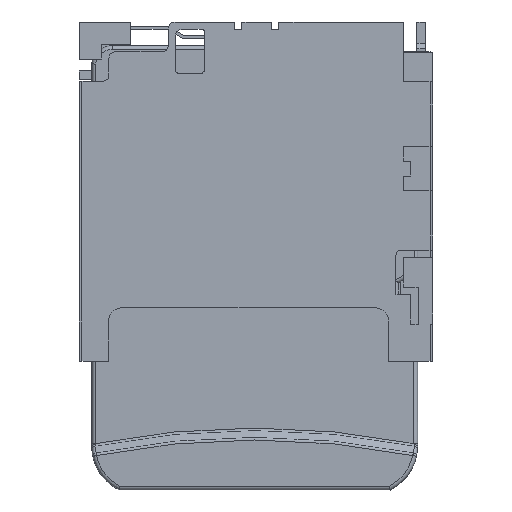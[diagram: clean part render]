
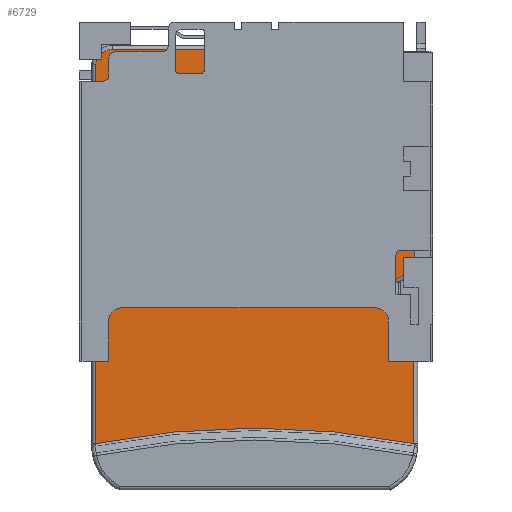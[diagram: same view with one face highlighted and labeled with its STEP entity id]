
A CAD part, top view. The second image highlights one B-rep face of the part: STEP entity #6729.
In plain terms, the highlighted planar face has unit normal (0, 0, 1).
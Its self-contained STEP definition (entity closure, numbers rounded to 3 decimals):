
#357=PLANE('',#7121);
#661=LINE('',#9375,#1514);
#662=LINE('',#9377,#1515);
#663=LINE('',#9379,#1516);
#664=LINE('',#9381,#1517);
#665=LINE('',#9383,#1518);
#666=LINE('',#9385,#1519);
#667=LINE('',#9387,#1520);
#668=LINE('',#9391,#1521);
#669=LINE('',#9394,#1522);
#1514=VECTOR('',#7606,1000.);
#1515=VECTOR('',#7607,1000.);
#1516=VECTOR('',#7608,1000.);
#1517=VECTOR('',#7609,1000.);
#1518=VECTOR('',#7610,1000.);
#1519=VECTOR('',#7611,1000.);
#1520=VECTOR('',#7612,1000.);
#1521=VECTOR('',#7615,1000.);
#1522=VECTOR('',#7618,1000.);
#2437=FACE_OUTER_BOUND('',#2799,.T.);
#2799=EDGE_LOOP('',(#4818,#4819,#4820,#4821,#4822,#4823,#4824,#4825,#4826,
#4827,#4828,#4829));
#3177=CIRCLE('',#7122,27.794);
#3178=CIRCLE('',#7123,0.58);
#3179=CIRCLE('',#7124,0.58);
#3263=VERTEX_POINT('',#9371);
#3264=VERTEX_POINT('',#9372);
#3265=VERTEX_POINT('',#9374);
#3266=VERTEX_POINT('',#9376);
#3267=VERTEX_POINT('',#9378);
#3268=VERTEX_POINT('',#9380);
#3269=VERTEX_POINT('',#9382);
#3270=VERTEX_POINT('',#9384);
#3271=VERTEX_POINT('',#9386);
#3272=VERTEX_POINT('',#9388);
#3273=VERTEX_POINT('',#9390);
#3274=VERTEX_POINT('',#9392);
#3856=EDGE_CURVE('',#3263,#3264,#3177,.T.);
#3857=EDGE_CURVE('',#3264,#3265,#661,.T.);
#3858=EDGE_CURVE('',#3265,#3266,#662,.T.);
#3859=EDGE_CURVE('',#3266,#3267,#663,.T.);
#3860=EDGE_CURVE('',#3267,#3268,#664,.T.);
#3861=EDGE_CURVE('',#3268,#3269,#665,.T.);
#3862=EDGE_CURVE('',#3269,#3270,#666,.T.);
#3863=EDGE_CURVE('',#3270,#3271,#667,.T.);
#3864=EDGE_CURVE('',#3271,#3272,#3178,.T.);
#3865=EDGE_CURVE('',#3272,#3273,#668,.T.);
#3866=EDGE_CURVE('',#3273,#3274,#3179,.T.);
#3867=EDGE_CURVE('',#3274,#3263,#669,.T.);
#4818=ORIENTED_EDGE('',*,*,#3856,.T.);
#4819=ORIENTED_EDGE('',*,*,#3857,.T.);
#4820=ORIENTED_EDGE('',*,*,#3858,.T.);
#4821=ORIENTED_EDGE('',*,*,#3859,.T.);
#4822=ORIENTED_EDGE('',*,*,#3860,.T.);
#4823=ORIENTED_EDGE('',*,*,#3861,.T.);
#4824=ORIENTED_EDGE('',*,*,#3862,.T.);
#4825=ORIENTED_EDGE('',*,*,#3863,.T.);
#4826=ORIENTED_EDGE('',*,*,#3864,.T.);
#4827=ORIENTED_EDGE('',*,*,#3865,.T.);
#4828=ORIENTED_EDGE('',*,*,#3866,.T.);
#4829=ORIENTED_EDGE('',*,*,#3867,.T.);
#6729=ADVANCED_FACE('',(#2437),#357,.T.);
#7121=AXIS2_PLACEMENT_3D('',#9370,#7602,#7603);
#7122=AXIS2_PLACEMENT_3D('',#9373,#7604,#7605);
#7123=AXIS2_PLACEMENT_3D('',#9389,#7613,#7614);
#7124=AXIS2_PLACEMENT_3D('',#9393,#7616,#7617);
#7602=DIRECTION('center_axis',(0.,0.,1.));
#7603=DIRECTION('ref_axis',(1.,0.,0.));
#7604=DIRECTION('center_axis',(0.,0.,-1.));
#7605=DIRECTION('ref_axis',(1.,0.,0.));
#7606=DIRECTION('',(0.,1.,0.));
#7607=DIRECTION('',(-0.636,0.772,0.));
#7608=DIRECTION('',(0.,1.,0.));
#7609=DIRECTION('',(0.868,0.496,0.));
#7610=DIRECTION('',(0.,1.,0.));
#7611=DIRECTION('',(-0.704,0.71,0.));
#7612=DIRECTION('',(0.,1.,0.));
#7613=DIRECTION('center_axis',(0.,0.,1.));
#7614=DIRECTION('ref_axis',(1.,0.,0.));
#7615=DIRECTION('',(-1.,0.,0.));
#7616=DIRECTION('center_axis',(0.,0.,1.));
#7617=DIRECTION('ref_axis',(1.,0.,0.));
#7618=DIRECTION('',(0.,-1.,0.));
#9370=CARTESIAN_POINT('Origin',(18.454,10.44,0.7));
#9371=CARTESIAN_POINT('',(18.579,10.599,0.7));
#9372=CARTESIAN_POINT('',(29.33,10.599,0.7));
#9373=CARTESIAN_POINT('Origin',(23.955,-16.67,0.7));
#9374=CARTESIAN_POINT('',(29.33,14.259,0.7));
#9375=CARTESIAN_POINT('',(29.33,10.44,0.7));
#9376=CARTESIAN_POINT('',(28.685,15.043,0.7));
#9377=CARTESIAN_POINT('',(26.81,17.32,0.7));
#9378=CARTESIAN_POINT('',(28.685,16.103,0.7));
#9379=CARTESIAN_POINT('',(28.685,10.44,0.7));
#9380=CARTESIAN_POINT('',(29.341,16.478,0.7));
#9381=CARTESIAN_POINT('',(29.404,16.514,0.7));
#9382=CARTESIAN_POINT('',(29.341,17.805,0.7));
#9383=CARTESIAN_POINT('',(29.341,10.44,0.7));
#9384=CARTESIAN_POINT('',(28.06,19.096,0.7));
#9385=CARTESIAN_POINT('',(27.624,19.535,0.7));
#9386=CARTESIAN_POINT('',(28.06,23.412,0.7));
#9387=CARTESIAN_POINT('',(28.06,10.44,0.7));
#9388=CARTESIAN_POINT('',(27.483,23.908,0.7));
#9389=CARTESIAN_POINT('Origin',(27.486,23.328,0.7));
#9390=CARTESIAN_POINT('',(19.153,23.908,0.7));
#9391=CARTESIAN_POINT('',(18.454,23.908,0.7));
#9392=CARTESIAN_POINT('',(18.579,23.412,0.7));
#9393=CARTESIAN_POINT('Origin',(19.153,23.328,0.7));
#9394=CARTESIAN_POINT('',(18.579,10.574,0.7));
